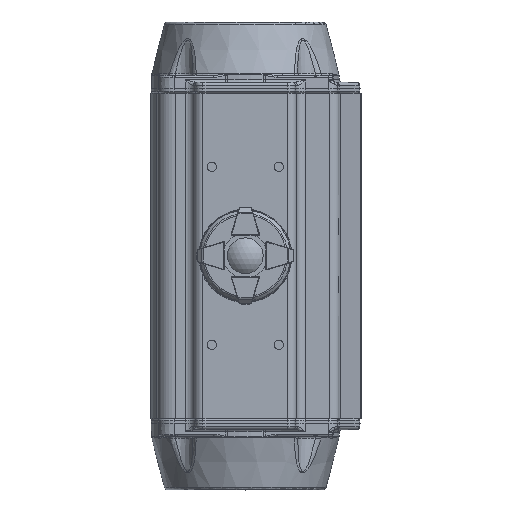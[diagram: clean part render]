
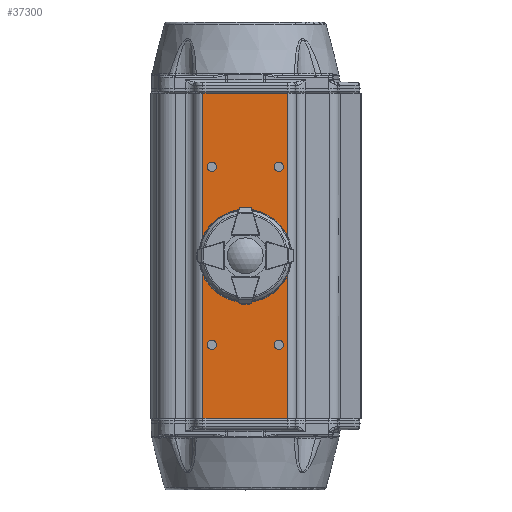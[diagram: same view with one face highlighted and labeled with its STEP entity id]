
A CAD part, top view. The second image highlights one B-rep face of the part: STEP entity #37300.
In plain terms, the highlighted face is planar.
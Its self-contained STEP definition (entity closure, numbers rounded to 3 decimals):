
#3287=PLANE('',#39978);
#4442=LINE('',#66791,#6361);
#4443=LINE('',#66803,#6362);
#4444=LINE('',#66805,#6363);
#4445=LINE('',#66807,#6364);
#6361=VECTOR('',#45304,1000.);
#6362=VECTOR('',#45317,1000.);
#6363=VECTOR('',#45318,1000.);
#6364=VECTOR('',#45319,1000.);
#11382=ORIENTED_EDGE('',*,*,#20114,.T.);
#11383=ORIENTED_EDGE('',*,*,#20115,.T.);
#11384=ORIENTED_EDGE('',*,*,#20116,.T.);
#11385=ORIENTED_EDGE('',*,*,#20117,.T.);
#11386=ORIENTED_EDGE('',*,*,#20118,.T.);
#11387=ORIENTED_EDGE('',*,*,#20119,.F.);
#11388=ORIENTED_EDGE('',*,*,#20113,.T.);
#11389=ORIENTED_EDGE('',*,*,#20120,.T.);
#11390=ORIENTED_EDGE('',*,*,#20121,.F.);
#20113=EDGE_CURVE('',#24719,#24720,#4442,.T.);
#20114=EDGE_CURVE('',#24721,#24721,#27368,.T.);
#20115=EDGE_CURVE('',#24722,#24722,#27369,.T.);
#20116=EDGE_CURVE('',#24723,#24723,#27370,.T.);
#20117=EDGE_CURVE('',#24724,#24724,#27371,.T.);
#20118=EDGE_CURVE('',#24725,#24725,#27372,.T.);
#20119=EDGE_CURVE('',#24719,#24726,#4443,.T.);
#20120=EDGE_CURVE('',#24720,#24727,#4444,.T.);
#20121=EDGE_CURVE('',#24726,#24727,#4445,.T.);
#24719=VERTEX_POINT('',#66788);
#24720=VERTEX_POINT('',#66790);
#24721=VERTEX_POINT('',#66794);
#24722=VERTEX_POINT('',#66796);
#24723=VERTEX_POINT('',#66798);
#24724=VERTEX_POINT('',#66800);
#24725=VERTEX_POINT('',#66802);
#24726=VERTEX_POINT('',#66804);
#24727=VERTEX_POINT('',#66806);
#27368=CIRCLE('',#39979,2.067);
#27369=CIRCLE('',#39980,2.067);
#27370=CIRCLE('',#39981,2.067);
#27371=CIRCLE('',#39982,2.067);
#27372=CIRCLE('',#39983,15.75);
#29403=EDGE_LOOP('',(#11382));
#29404=EDGE_LOOP('',(#11383));
#29405=EDGE_LOOP('',(#11384));
#29406=EDGE_LOOP('',(#11385));
#29407=EDGE_LOOP('',(#11386));
#29408=EDGE_LOOP('',(#11387,#11388,#11389,#11390));
#32129=FACE_BOUND('',#29403,.T.);
#32130=FACE_BOUND('',#29404,.T.);
#32131=FACE_BOUND('',#29405,.T.);
#32132=FACE_BOUND('',#29406,.T.);
#32133=FACE_BOUND('',#29407,.T.);
#32134=FACE_BOUND('',#29408,.T.);
#37300=ADVANCED_FACE('',(#32129,#32130,#32131,#32132,#32133,#32134),#3287,
 .T.);
#39978=AXIS2_PLACEMENT_3D('',#66792,#45305,#45306);
#39979=AXIS2_PLACEMENT_3D('',#66793,#45307,#45308);
#39980=AXIS2_PLACEMENT_3D('',#66795,#45309,#45310);
#39981=AXIS2_PLACEMENT_3D('',#66797,#45311,#45312);
#39982=AXIS2_PLACEMENT_3D('',#66799,#45313,#45314);
#39983=AXIS2_PLACEMENT_3D('',#66801,#45315,#45316);
#45304=DIRECTION('',(0.,0.,-1.));
#45305=DIRECTION('',(0.,1.,0.));
#45306=DIRECTION('',(0.,0.,1.));
#45307=DIRECTION('',(0.,-1.,0.));
#45308=DIRECTION('',(0.,0.,1.));
#45309=DIRECTION('',(0.,-1.,0.));
#45310=DIRECTION('',(0.,0.,1.));
#45311=DIRECTION('',(0.,-1.,0.));
#45312=DIRECTION('',(0.,0.,1.));
#45313=DIRECTION('',(0.,-1.,0.));
#45314=DIRECTION('',(0.,0.,1.));
#45315=DIRECTION('',(0.,-1.,0.));
#45316=DIRECTION('',(0.,0.,1.));
#45317=DIRECTION('',(-1.,0.,0.));
#45318=DIRECTION('',(-1.,0.,0.));
#45319=DIRECTION('',(0.,0.,-1.));
#66788=CARTESIAN_POINT('',(19.,50.,146.));
#66790=CARTESIAN_POINT('',(19.,50.,0.));
#66791=CARTESIAN_POINT('',(19.,50.,0.));
#66792=CARTESIAN_POINT('',(19.,50.,0.));
#66793=CARTESIAN_POINT('',(15.,50.,113.));
#66794=CARTESIAN_POINT('',(15.,50.,115.067));
#66795=CARTESIAN_POINT('',(-15.,50.,113.));
#66796=CARTESIAN_POINT('',(-15.,50.,115.067));
#66797=CARTESIAN_POINT('',(-15.,50.,33.));
#66798=CARTESIAN_POINT('',(-15.,50.,35.067));
#66799=CARTESIAN_POINT('',(15.,50.,33.));
#66800=CARTESIAN_POINT('',(15.,50.,35.067));
#66801=CARTESIAN_POINT('',(0.,50.,73.));
#66802=CARTESIAN_POINT('',(0.,50.,88.75));
#66803=CARTESIAN_POINT('',(5.937,50.,146.));
#66804=CARTESIAN_POINT('',(-19.,50.,146.));
#66805=CARTESIAN_POINT('',(5.937,50.,0.));
#66806=CARTESIAN_POINT('',(-19.,50.,0.));
#66807=CARTESIAN_POINT('',(-19.,50.,0.));
